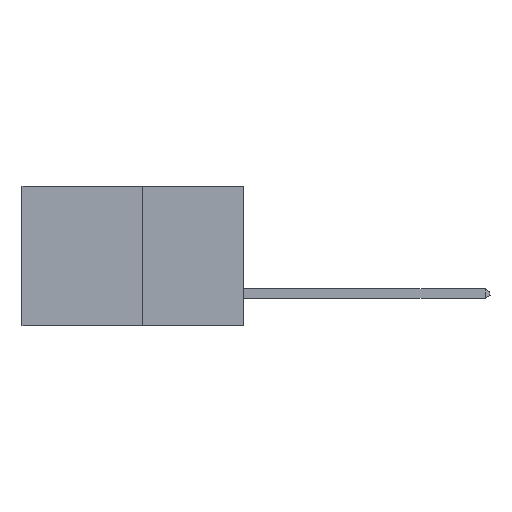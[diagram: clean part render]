
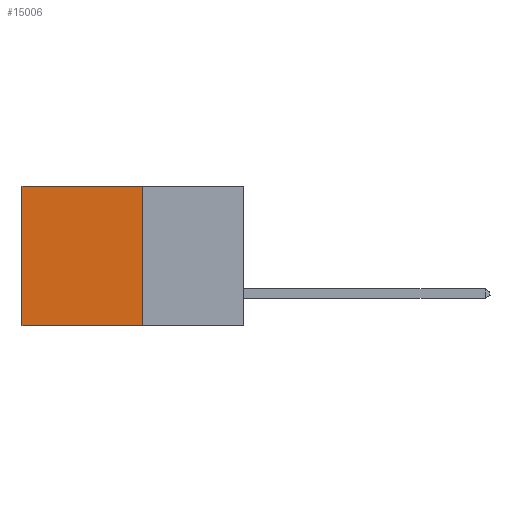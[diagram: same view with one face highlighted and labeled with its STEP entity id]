
A CAD part, left-side view. The second image highlights one B-rep face of the part: STEP entity #15006.
In plain terms, the highlighted planar face has unit normal (-1, 0, 0).
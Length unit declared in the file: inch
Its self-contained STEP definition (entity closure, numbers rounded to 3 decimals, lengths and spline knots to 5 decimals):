
#389 = VECTOR ( 'NONE', #8793, 39.37008 ) ;
#427 = VERTEX_POINT ( 'NONE', #1887 ) ;
#1887 = CARTESIAN_POINT ( 'NONE',  ( 0.277, 0.59, 0. ) ) ;
#2097 = EDGE_CURVE ( 'NONE', #427, #11040, #5079, .T. ) ;
#2401 = PLANE ( 'NONE',  #6478 ) ;
#3107 = EDGE_CURVE ( 'NONE', #11171, #3711, #8568, .T. ) ;
#3711 = VERTEX_POINT ( 'NONE', #7105 ) ;
#3834 = CARTESIAN_POINT ( 'NONE',  ( 0.277, 0.27, -0.37 ) ) ;
#3963 = VECTOR ( 'NONE', #7633, 39.37008 ) ;
#4444 = LINE ( 'NONE', #11054, #17890 ) ;
#4479 = CARTESIAN_POINT ( 'NONE',  ( 0.277, 0.59, -0.37 ) ) ;
#5079 = LINE ( 'NONE', #8622, #389 ) ;
#5305 = DIRECTION ( 'NONE',  ( 1., 0., 0. ) ) ;
#6320 = ORIENTED_EDGE ( 'NONE', *, *, #2097, .T. ) ;
#6478 = AXIS2_PLACEMENT_3D ( 'NONE', #3834, #5305, #15103 ) ;
#7105 = CARTESIAN_POINT ( 'NONE',  ( 0.277, 0.27, -0.37 ) ) ;
#7412 = ORIENTED_EDGE ( 'NONE', *, *, #16281, .F. ) ;
#7633 = DIRECTION ( 'NONE',  ( 0., 1., 0. ) ) ;
#7821 = FACE_OUTER_BOUND ( 'NONE', #8794, .T. ) ;
#8568 = LINE ( 'NONE', #11236, #9008 ) ;
#8622 = CARTESIAN_POINT ( 'NONE',  ( 0.277, 0.59, -0.37 ) ) ;
#8793 = DIRECTION ( 'NONE',  ( 0., 0., -1. ) ) ;
#8794 = EDGE_LOOP ( 'NONE', ( #6320, #7412, #8891, #13065 ) ) ;
#8891 = ORIENTED_EDGE ( 'NONE', *, *, #3107, .F. ) ;
#9008 = VECTOR ( 'NONE', #12661, 39.37008 ) ;
#11040 = VERTEX_POINT ( 'NONE', #4479 ) ;
#11054 = CARTESIAN_POINT ( 'NONE',  ( 0.277, 0.27, -0.37 ) ) ;
#11171 = VERTEX_POINT ( 'NONE', #17198 ) ;
#11236 = CARTESIAN_POINT ( 'NONE',  ( 0.277, 0.27, -0.37 ) ) ;
#11685 = EDGE_CURVE ( 'NONE', #11171, #427, #15189, .T. ) ;
#12661 = DIRECTION ( 'NONE',  ( 0., 0., -1. ) ) ;
#13065 = ORIENTED_EDGE ( 'NONE', *, *, #11685, .T. ) ;
#15006 = ADVANCED_FACE ( 'NONE', ( #7821 ), #2401, .F. ) ;
#15103 = DIRECTION ( 'NONE',  ( 0., 0., -1. ) ) ;
#15189 = LINE ( 'NONE', #17299, #3963 ) ;
#16281 = EDGE_CURVE ( 'NONE', #3711, #11040, #4444, .T. ) ;
#17198 = CARTESIAN_POINT ( 'NONE',  ( 0.277, 0.27, 0. ) ) ;
#17299 = CARTESIAN_POINT ( 'NONE',  ( 0.277, 0.27, 0. ) ) ;
#17841 = DIRECTION ( 'NONE',  ( 0., 1., 0. ) ) ;
#17890 = VECTOR ( 'NONE', #17841, 39.37008 ) ;
